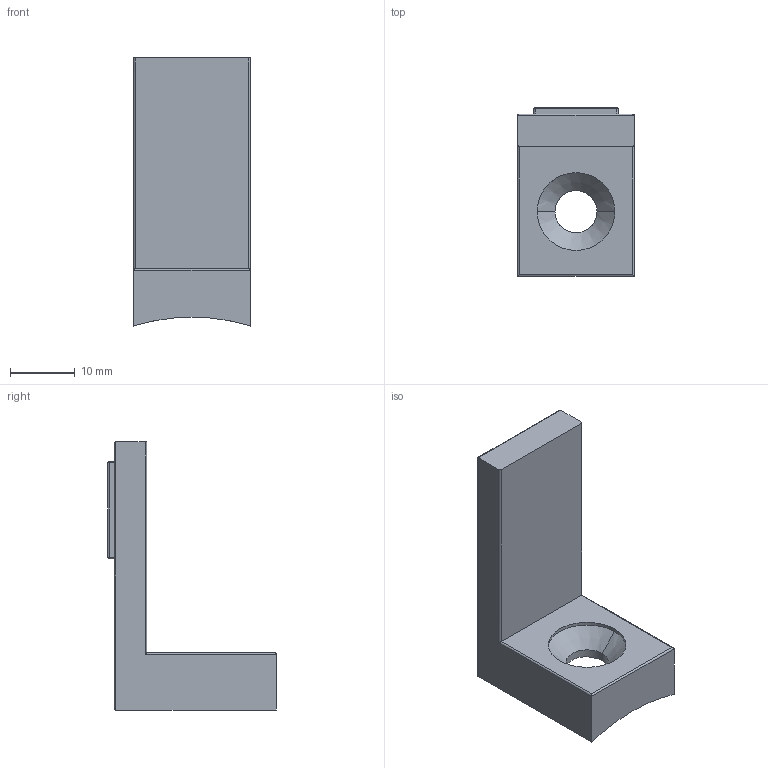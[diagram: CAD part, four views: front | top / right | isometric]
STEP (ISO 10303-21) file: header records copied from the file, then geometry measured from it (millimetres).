
FILE_DESCRIPTION (( 'STEP AP203' ), '1' );
FILE_NAME ('60500-240-60.step', '2017-05-04T14:57:40', ( '' ), ( '' ), 'SwSTEP 2.0', 'SolidWorks 2015', '' );
FILE_SCHEMA (( 'CONFIG_CONTROL_DESIGN' ));
Length unit declared in the file: millimetre
Products named in the file (1): 60500-240-60
Bounding box: 18 x 26 x 41.37 mm (x, y, z)
Volume: 5724.2 mm3; surface area: 3749.3 mm2
Topology: 2 solids, 2 shells, 306 faces, 802 edges, 524 vertices
Faces by surface type: plane 123, bspline 121, cylinder 55, sphere 4, cone 2, torus 1
Entity records: 14509 total; most frequent: CARTESIAN_POINT 7735, ORIENTED_EDGE 1596, DIRECTION 1019, EDGE_CURVE 798, VERTEX_POINT 524, VECTOR 385, LINE 385, EDGE_LOOP 336
